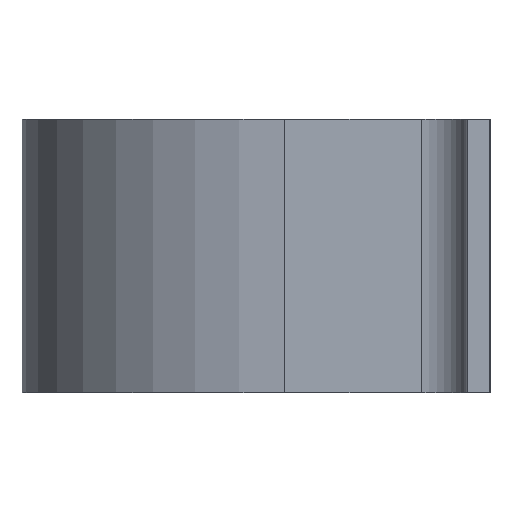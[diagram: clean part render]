
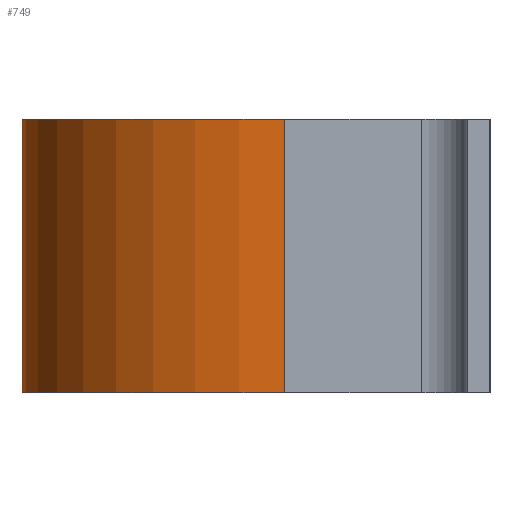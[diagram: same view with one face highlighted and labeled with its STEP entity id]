
A CAD part, left-side view. The second image highlights one B-rep face of the part: STEP entity #749.
In plain terms, the highlighted cylindrical face has radius 11.5 mm (diameter 23 mm), a partial arc.
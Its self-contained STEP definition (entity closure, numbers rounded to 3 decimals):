
#44 = DIRECTION ( 'NONE',  ( 0., 0., -1. ) ) ;
#54 = DIRECTION ( 'NONE',  ( 1., 0., 0. ) ) ;
#92 = VERTEX_POINT ( 'NONE', #311 ) ;
#116 = ORIENTED_EDGE ( 'NONE', *, *, #514, .F. ) ;
#120 = CARTESIAN_POINT ( 'NONE',  ( -11.5, 9., -6. ) ) ;
#130 = CARTESIAN_POINT ( 'NONE',  ( 0., 9., 6. ) ) ;
#144 = ORIENTED_EDGE ( 'NONE', *, *, #405, .F. ) ;
#153 = CYLINDRICAL_SURFACE ( 'NONE', #847, 11.5 ) ;
#159 = CARTESIAN_POINT ( 'NONE',  ( -11.5, 9., 6. ) ) ;
#161 = ORIENTED_EDGE ( 'NONE', *, *, #732, .T. ) ;
#163 = EDGE_CURVE ( 'NONE', #818, #92, #1059, .T. ) ;
#177 = ORIENTED_EDGE ( 'NONE', *, *, #163, .T. ) ;
#197 = FACE_OUTER_BOUND ( 'NONE', #509, .T. ) ;
#205 = DIRECTION ( 'NONE',  ( 1., 0., 0. ) ) ;
#216 = CARTESIAN_POINT ( 'NONE',  ( 0., 9., 6. ) ) ;
#228 = LINE ( 'NONE', #241, #305 ) ;
#241 = CARTESIAN_POINT ( 'NONE',  ( 11.5, 9., 6. ) ) ;
#253 = DIRECTION ( 'NONE',  ( 0., 0., -1. ) ) ;
#305 = VECTOR ( 'NONE', #828, 1000. ) ;
#311 = CARTESIAN_POINT ( 'NONE',  ( 11.5, 9., 6. ) ) ;
#405 = EDGE_CURVE ( 'NONE', #513, #542, #700, .T. ) ;
#460 = VECTOR ( 'NONE', #860, 1000. ) ;
#470 = LINE ( 'NONE', #693, #460 ) ;
#490 = CARTESIAN_POINT ( 'NONE',  ( 11.5, 9., -6. ) ) ;
#509 = EDGE_LOOP ( 'NONE', ( #144, #116, #177, #161 ) ) ;
#513 = VERTEX_POINT ( 'NONE', #120 ) ;
#514 = EDGE_CURVE ( 'NONE', #818, #513, #470, .T. ) ;
#542 = VERTEX_POINT ( 'NONE', #490 ) ;
#595 = AXIS2_PLACEMENT_3D ( 'NONE', #216, #44, #54 ) ;
#693 = CARTESIAN_POINT ( 'NONE',  ( -11.5, 9., 6. ) ) ;
#700 = CIRCLE ( 'NONE', #981, 11.5 ) ;
#732 = EDGE_CURVE ( 'NONE', #92, #542, #228, .T. ) ;
#749 = ADVANCED_FACE ( 'NONE', ( #197 ), #153, .T. ) ;
#818 = VERTEX_POINT ( 'NONE', #159 ) ;
#828 = DIRECTION ( 'NONE',  ( 0., 0., -1. ) ) ;
#847 = AXIS2_PLACEMENT_3D ( 'NONE', #130, #253, #1029 ) ;
#860 = DIRECTION ( 'NONE',  ( 0., 0., -1. ) ) ;
#927 = CARTESIAN_POINT ( 'NONE',  ( 0., 9., -6. ) ) ;
#981 = AXIS2_PLACEMENT_3D ( 'NONE', #927, #1057, #205 ) ;
#1029 = DIRECTION ( 'NONE',  ( -1., 0., 0. ) ) ;
#1057 = DIRECTION ( 'NONE',  ( 0., 0., -1. ) ) ;
#1059 = CIRCLE ( 'NONE', #595, 11.5 ) ;
